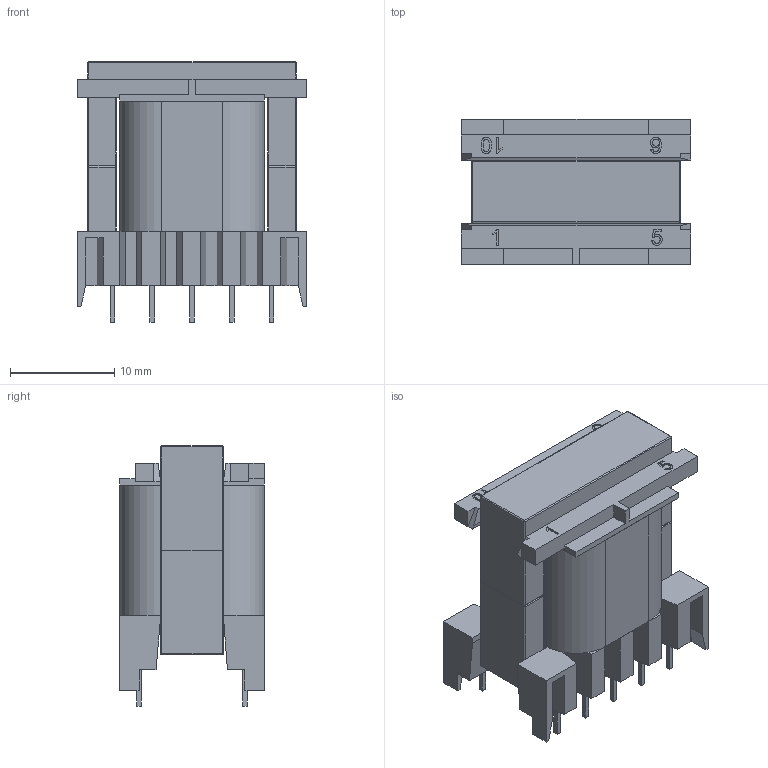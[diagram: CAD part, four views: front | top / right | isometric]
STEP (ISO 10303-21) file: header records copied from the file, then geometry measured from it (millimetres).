
FILE_DESCRIPTION (( 'STEP AP214' ), '1' );
FILE_NAME ('User Library-EF20_VERTICAL.STEP', '2022-03-20T20:02:37', ( '' ), ( '' ), 'SwSTEP 2.0', 'SolidWorks 2021', '' );
FILE_SCHEMA (( 'AUTOMOTIVE_DESIGN' ));
Length unit declared in the file: millimetre
Products named in the file (4): User Library-EF20_VERTICAL; B66206W1110T001___ _________; B66311G0000X187___ _________; bobbin___ _________
Assembly tree (4 placements, depth 2):
  User Library-EF20_VERTICAL
    B66206W1110T001___ _________
    B66311G0000X187___ _________  x2
    bobbin___ _________
Bounding box: 22 x 13.9 x 24.95 mm (x, y, z)
Volume: 4292.6 mm3; surface area: 5375.9 mm2
Topology: 4 solids, 4 shells, 364 faces, 924 edges, 576 vertices
Faces by surface type: plane 238, cylinder 64, bspline 38, torus 16, sphere 8
Entity records: 12602 total; most frequent: CARTESIAN_POINT 3915, ORIENTED_EDGE 1588, DIRECTION 1312, EDGE_CURVE 794, VECTOR 654, LINE 654, VERTEX_POINT 508, AXIS2_PLACEMENT_3D 329
